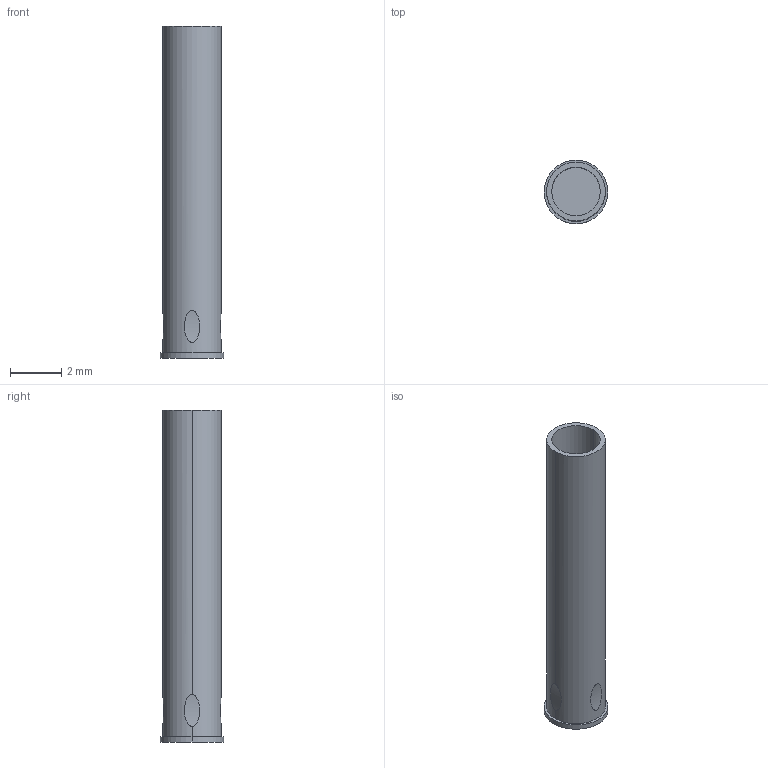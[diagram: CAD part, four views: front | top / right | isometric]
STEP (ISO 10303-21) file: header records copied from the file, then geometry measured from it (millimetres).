
FILE_DESCRIPTION (( 'STEP AP214' ), '1' );
FILE_NAME ('R-100410-13_2017_08_28.STEP', '2017-08-29T07:47:00', ( '' ), ( '' ), 'SwSTEP 2.0', 'SolidWorks 2017', '' );
FILE_SCHEMA (( 'AUTOMOTIVE_DESIGN' ));
Length unit declared in the file: millimetre
Products named in the file (1): R-100410-13_2017_08_28
Bounding box: 2.5 x 2.5 x 13 mm (x, y, z)
Volume: 25.8 mm3; surface area: 163.6 mm2
Topology: 1 solids, 1 shells, 14 faces, 28 edges, 20 vertices
Faces by surface type: cylinder 6, plane 4, bspline 4
Entity records: 530 total; most frequent: CARTESIAN_POINT 211, ORIENTED_EDGE 56, DIRECTION 54, EDGE_CURVE 28, AXIS2_PLACEMENT_3D 23, VERTEX_POINT 20, EDGE_LOOP 18, ADVANCED_FACE 14
